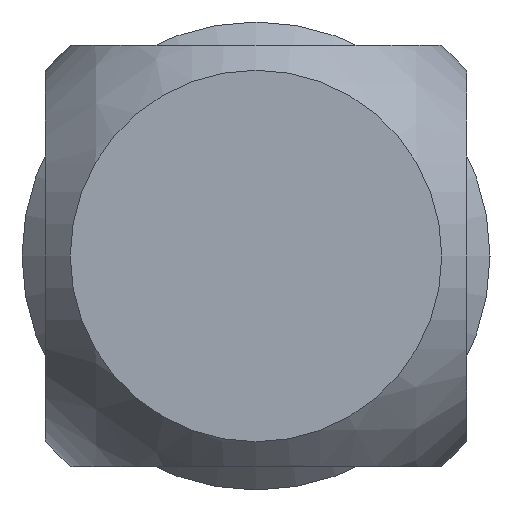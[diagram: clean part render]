
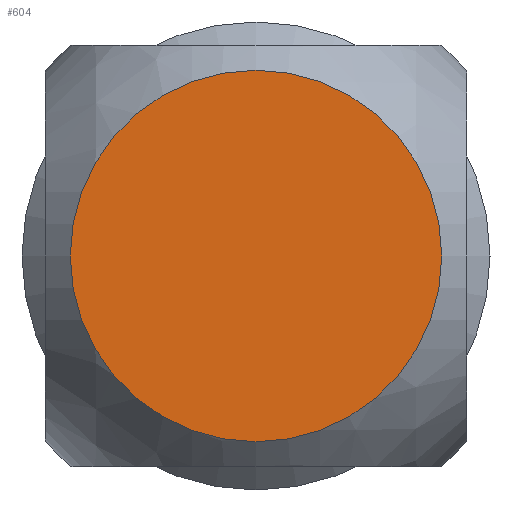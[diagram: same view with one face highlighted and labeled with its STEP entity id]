
A CAD part, left-side view. The second image highlights one B-rep face of the part: STEP entity #604.
In plain terms, the highlighted planar face has unit normal (-1, 0, 0).
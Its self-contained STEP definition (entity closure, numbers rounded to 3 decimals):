
#52=PLANE('',#666);
#130=CIRCLE('',#662,3.969);
#169=FACE_OUTER_BOUND('',#228,.T.);
#228=EDGE_LOOP('',(#459));
#321=VERTEX_POINT('',#1620);
#378=EDGE_CURVE('',#321,#321,#130,.T.);
#459=ORIENTED_EDGE('',*,*,#378,.T.);
#604=ADVANCED_FACE('',(#169),#52,.T.);
#662=AXIS2_PLACEMENT_3D('',#1621,#764,#765);
#666=AXIS2_PLACEMENT_3D('',#1628,#772,#773);
#764=DIRECTION('center_axis',(-1.,0.,0.));
#765=DIRECTION('ref_axis',(0.,-1.,0.));
#772=DIRECTION('center_axis',(-1.,0.,0.));
#773=DIRECTION('ref_axis',(0.,0.,1.));
#1620=CARTESIAN_POINT('',(4.879,3.862,8.432));
#1621=CARTESIAN_POINT('Origin',(4.879,7.83,8.432));
#1628=CARTESIAN_POINT('Origin',(4.879,3.862,8.432));
